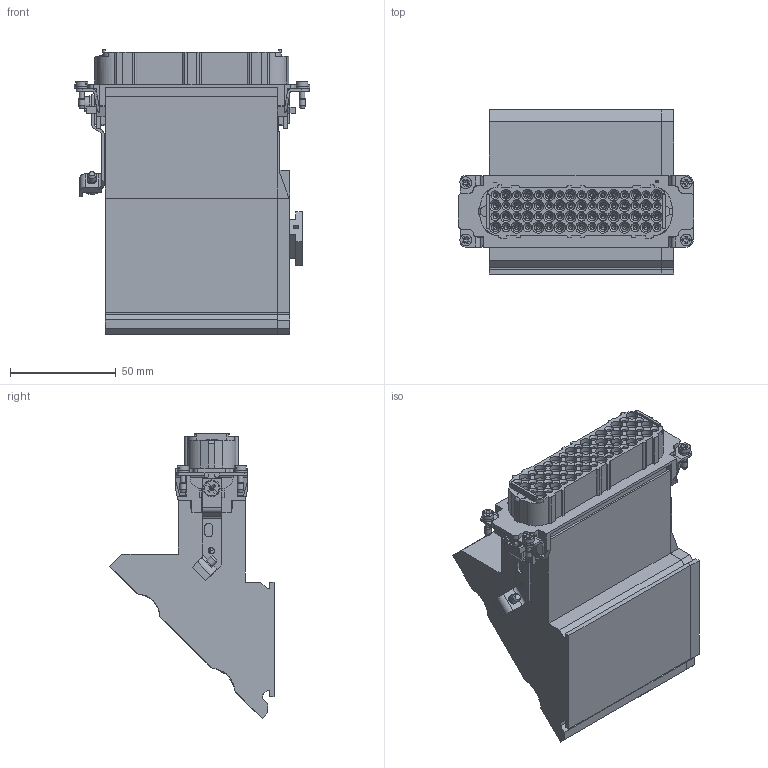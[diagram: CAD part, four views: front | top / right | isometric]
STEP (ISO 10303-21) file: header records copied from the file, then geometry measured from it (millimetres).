
FILE_DESCRIPTION(/* description */ (''),/* implementation_level */ '2;1');
FILE_NAME(/* name */ '100712082ugm000_b.stp',/* time_stamp */ '2019-05-09T15:46:50+02:00',/* author */ (''),/* organization */ (''),/* preprocessor_version */ 'ST-DEVELOPER v16.7',/* originating_system */ 'SIEMENS PLM Software NX 12.0',/* authorisation */ '');
FILE_SCHEMA (('AUTOMOTIVE_DESIGN { 1 0 10303 214 3 1 1 1 }'));
Products named in the file (1): 100712082ugm000_b
Bounding box: 111 x 77.54 x 134.44 mm (x, y, z)
Volume: 397808.7 mm3; surface area: 66772.9 mm2
Topology: 1 solids, 1 shells, 2769 faces, 8116 edges, 5930 vertices
Faces by surface type: plane 1808, cylinder 379, cone 263, extrusion 186, bspline 131, torus 2
Full cylindrical faces by diameter (mm): 1.32 x1, 1.56 x1, 1.68 x64, 2.1 x64, 2.3 x1, 2.45 x1, 2.5 x4, 2.925 x2, 3 x6, 3.6 x64, 4 x1, 4.2 x1, 4.35 x1, 5.3 x4, 5.4 x32, 5.5 x4, 7 x2, 8 x1
Entity records: 104012 total; most frequent: CARTESIAN_POINT 27154, ORIENTED_EDGE 13676, DIRECTION 12625, EDGE_CURVE 6838, VECTOR 5019, LINE 4833, VERTEX_POINT 4768, AXIS2_PLACEMENT_3D 3803
